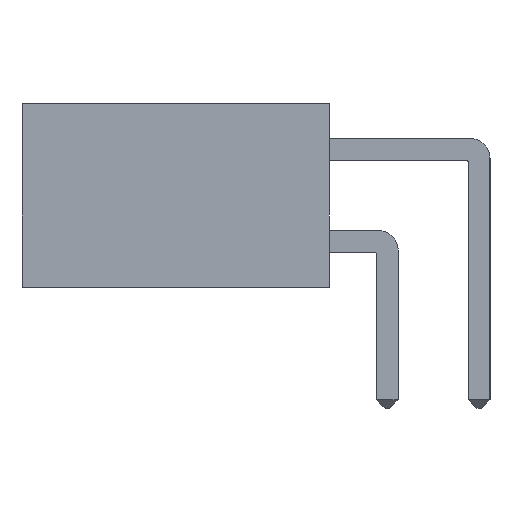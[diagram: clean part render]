
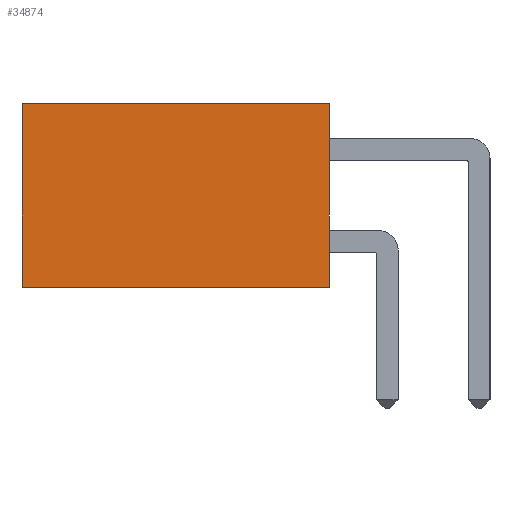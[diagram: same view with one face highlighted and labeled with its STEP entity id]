
A CAD part, left-side view. The second image highlights one B-rep face of the part: STEP entity #34874.
In plain terms, the highlighted planar face has unit normal (-1, 0, 0).
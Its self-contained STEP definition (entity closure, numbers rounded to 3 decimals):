
#34874 = ADVANCED_FACE('',(#34875),#34889,.F.);
#34875 = FACE_BOUND('',#34876,.F.);
#34876 = EDGE_LOOP('',(#34877,#34912,#34940,#34968));
#34877 = ORIENTED_EDGE('',*,*,#34878,.F.);
#34878 = EDGE_CURVE('',#34879,#34881,#34883,.T.);
#34879 = VERTEX_POINT('',#34880);
#34880 = CARTESIAN_POINT('',(-49.78,1.6,0.));
#34881 = VERTEX_POINT('',#34882);
#34882 = CARTESIAN_POINT('',(-49.78,1.6,5.08));
#34883 = SURFACE_CURVE('',#34884,(#34888,#34900),.PCURVE_S1.);
#34884 = LINE('',#34885,#34886);
#34885 = CARTESIAN_POINT('',(-49.78,1.6,0.));
#34886 = VECTOR('',#34887,1.);
#34887 = DIRECTION('',(0.,0.,1.));
#34888 = PCURVE('',#34889,#34894);
#34889 = PLANE('',#34890);
#34890 = AXIS2_PLACEMENT_3D('',#34891,#34892,#34893);
#34891 = CARTESIAN_POINT('',(-49.78,1.6,0.));
#34892 = DIRECTION('',(1.,0.,0.));
#34893 = DIRECTION('',(0.,0.,1.));
#34894 = DEFINITIONAL_REPRESENTATION('',(#34895),#34899);
#34895 = LINE('',#34896,#34897);
#34896 = CARTESIAN_POINT('',(0.,0.));
#34897 = VECTOR('',#34898,1.);
#34898 = DIRECTION('',(1.,0.));
#34899 = ( GEOMETRIC_REPRESENTATION_CONTEXT(2) 
PARAMETRIC_REPRESENTATION_CONTEXT() REPRESENTATION_CONTEXT('2D SPACE',''
  ) );
#34900 = PCURVE('',#34901,#34906);
#34901 = PLANE('',#34902);
#34902 = AXIS2_PLACEMENT_3D('',#34903,#34904,#34905);
#34903 = CARTESIAN_POINT('',(-49.78,1.6,0.));
#34904 = DIRECTION('',(0.,1.,0.));
#34905 = DIRECTION('',(0.,0.,1.));
#34906 = DEFINITIONAL_REPRESENTATION('',(#34907),#34911);
#34907 = LINE('',#34908,#34909);
#34908 = CARTESIAN_POINT('',(0.,0.));
#34909 = VECTOR('',#34910,1.);
#34910 = DIRECTION('',(1.,0.));
#34911 = ( GEOMETRIC_REPRESENTATION_CONTEXT(2) 
PARAMETRIC_REPRESENTATION_CONTEXT() REPRESENTATION_CONTEXT('2D SPACE',''
  ) );
#34912 = ORIENTED_EDGE('',*,*,#34913,.T.);
#34913 = EDGE_CURVE('',#34879,#34914,#34916,.T.);
#34914 = VERTEX_POINT('',#34915);
#34915 = CARTESIAN_POINT('',(-49.78,10.1,0.));
#34916 = SURFACE_CURVE('',#34917,(#34921,#34928),.PCURVE_S1.);
#34917 = LINE('',#34918,#34919);
#34918 = CARTESIAN_POINT('',(-49.78,1.6,0.));
#34919 = VECTOR('',#34920,1.);
#34920 = DIRECTION('',(0.,1.,0.));
#34921 = PCURVE('',#34889,#34922);
#34922 = DEFINITIONAL_REPRESENTATION('',(#34923),#34927);
#34923 = LINE('',#34924,#34925);
#34924 = CARTESIAN_POINT('',(0.,0.));
#34925 = VECTOR('',#34926,1.);
#34926 = DIRECTION('',(0.,-1.));
#34927 = ( GEOMETRIC_REPRESENTATION_CONTEXT(2) 
PARAMETRIC_REPRESENTATION_CONTEXT() REPRESENTATION_CONTEXT('2D SPACE',''
  ) );
#34928 = PCURVE('',#34929,#34934);
#34929 = PLANE('',#34930);
#34930 = AXIS2_PLACEMENT_3D('',#34931,#34932,#34933);
#34931 = CARTESIAN_POINT('',(-49.78,1.6,0.));
#34932 = DIRECTION('',(0.,0.,1.));
#34933 = DIRECTION('',(1.,0.,0.));
#34934 = DEFINITIONAL_REPRESENTATION('',(#34935),#34939);
#34935 = LINE('',#34936,#34937);
#34936 = CARTESIAN_POINT('',(0.,0.));
#34937 = VECTOR('',#34938,1.);
#34938 = DIRECTION('',(0.,1.));
#34939 = ( GEOMETRIC_REPRESENTATION_CONTEXT(2) 
PARAMETRIC_REPRESENTATION_CONTEXT() REPRESENTATION_CONTEXT('2D SPACE',''
  ) );
#34940 = ORIENTED_EDGE('',*,*,#34941,.T.);
#34941 = EDGE_CURVE('',#34914,#34942,#34944,.T.);
#34942 = VERTEX_POINT('',#34943);
#34943 = CARTESIAN_POINT('',(-49.78,10.1,5.08));
#34944 = SURFACE_CURVE('',#34945,(#34949,#34956),.PCURVE_S1.);
#34945 = LINE('',#34946,#34947);
#34946 = CARTESIAN_POINT('',(-49.78,10.1,0.));
#34947 = VECTOR('',#34948,1.);
#34948 = DIRECTION('',(0.,0.,1.));
#34949 = PCURVE('',#34889,#34950);
#34950 = DEFINITIONAL_REPRESENTATION('',(#34951),#34955);
#34951 = LINE('',#34952,#34953);
#34952 = CARTESIAN_POINT('',(0.,-8.5));
#34953 = VECTOR('',#34954,1.);
#34954 = DIRECTION('',(1.,0.));
#34955 = ( GEOMETRIC_REPRESENTATION_CONTEXT(2) 
PARAMETRIC_REPRESENTATION_CONTEXT() REPRESENTATION_CONTEXT('2D SPACE',''
  ) );
#34956 = PCURVE('',#34957,#34962);
#34957 = PLANE('',#34958);
#34958 = AXIS2_PLACEMENT_3D('',#34959,#34960,#34961);
#34959 = CARTESIAN_POINT('',(-49.78,10.1,0.));
#34960 = DIRECTION('',(0.,1.,0.));
#34961 = DIRECTION('',(0.,0.,1.));
#34962 = DEFINITIONAL_REPRESENTATION('',(#34963),#34967);
#34963 = LINE('',#34964,#34965);
#34964 = CARTESIAN_POINT('',(0.,0.));
#34965 = VECTOR('',#34966,1.);
#34966 = DIRECTION('',(1.,0.));
#34967 = ( GEOMETRIC_REPRESENTATION_CONTEXT(2) 
PARAMETRIC_REPRESENTATION_CONTEXT() REPRESENTATION_CONTEXT('2D SPACE',''
  ) );
#34968 = ORIENTED_EDGE('',*,*,#34969,.F.);
#34969 = EDGE_CURVE('',#34881,#34942,#34970,.T.);
#34970 = SURFACE_CURVE('',#34971,(#34975,#34982),.PCURVE_S1.);
#34971 = LINE('',#34972,#34973);
#34972 = CARTESIAN_POINT('',(-49.78,1.6,5.08));
#34973 = VECTOR('',#34974,1.);
#34974 = DIRECTION('',(0.,1.,0.));
#34975 = PCURVE('',#34889,#34976);
#34976 = DEFINITIONAL_REPRESENTATION('',(#34977),#34981);
#34977 = LINE('',#34978,#34979);
#34978 = CARTESIAN_POINT('',(5.08,0.));
#34979 = VECTOR('',#34980,1.);
#34980 = DIRECTION('',(0.,-1.));
#34981 = ( GEOMETRIC_REPRESENTATION_CONTEXT(2) 
PARAMETRIC_REPRESENTATION_CONTEXT() REPRESENTATION_CONTEXT('2D SPACE',''
  ) );
#34982 = PCURVE('',#34983,#34988);
#34983 = PLANE('',#34984);
#34984 = AXIS2_PLACEMENT_3D('',#34985,#34986,#34987);
#34985 = CARTESIAN_POINT('',(-49.78,1.6,5.08));
#34986 = DIRECTION('',(0.,0.,1.));
#34987 = DIRECTION('',(1.,0.,0.));
#34988 = DEFINITIONAL_REPRESENTATION('',(#34989),#34993);
#34989 = LINE('',#34990,#34991);
#34990 = CARTESIAN_POINT('',(0.,0.));
#34991 = VECTOR('',#34992,1.);
#34992 = DIRECTION('',(0.,1.));
#34993 = ( GEOMETRIC_REPRESENTATION_CONTEXT(2) 
PARAMETRIC_REPRESENTATION_CONTEXT() REPRESENTATION_CONTEXT('2D SPACE',''
  ) );
